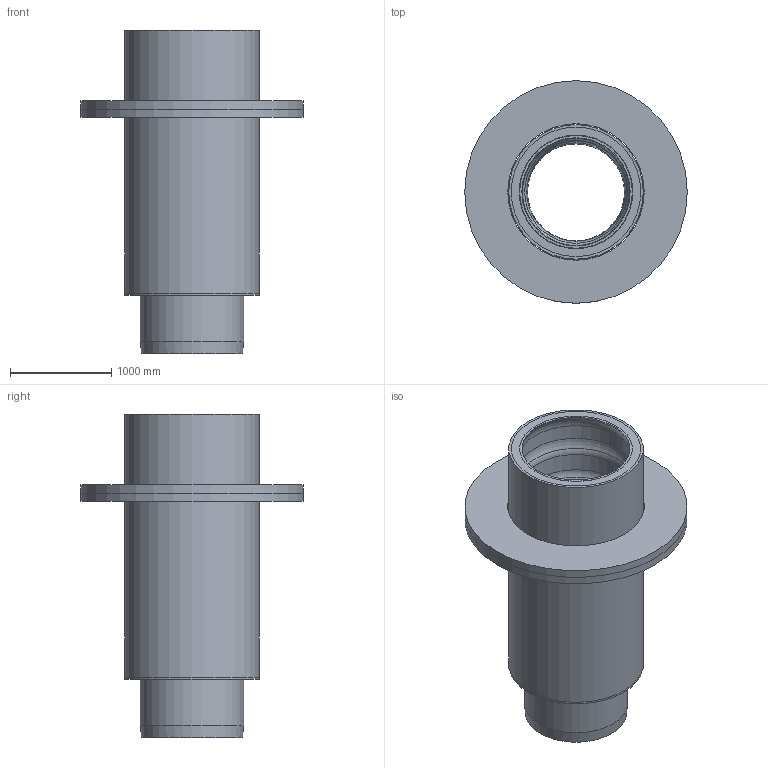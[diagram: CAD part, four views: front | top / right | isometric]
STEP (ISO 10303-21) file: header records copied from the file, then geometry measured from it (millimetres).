
FILE_DESCRIPTION(/* description */ (''),/* implementation_level */ '2;1');
FILE_NAME(/* name */ '82651.100X_3D.stp',/* time_stamp */ '2024-12-12T09:49:52+01:00',/* author */ ('CAD'),/* organization */ (''),/* preprocessor_version */ 'ST-DEVELOPER v20',/* originating_system */ 'AutoCAD Mechanical',/* authorisation */ '');
FILE_SCHEMA (('AUTOMOTIVE_DESIGN { 1 0 10303 214 3 1 1 }'));
Length unit declared in the file: centimetre
Products named in the file (1): Product
Bounding box: 2200 x 2200 x 3200 mm (x, y, z)
Volume: 953597430.6 mm3; surface area: 57686981 mm2
Topology: 6 solids, 6 shells, 48 faces, 96 edges, 62 vertices
Faces by surface type: cylinder 16, plane 14, torus 11, cone 7
Full cylindrical faces by diameter (mm): 980 x1, 1020 x2, 1060 x1, 1100 x1, 1140 x1, 1180 x2, 1280 x2, 1330 x2, 1350 x2, 2200 x2
Entity records: 1335 total; most frequent: DIRECTION 267, CARTESIAN_POINT 207, ORIENTED_EDGE 192, AXIS2_PLACEMENT_3D 122, EDGE_CURVE 96, CIRCLE 73, EDGE_LOOP 62, VERTEX_POINT 62
